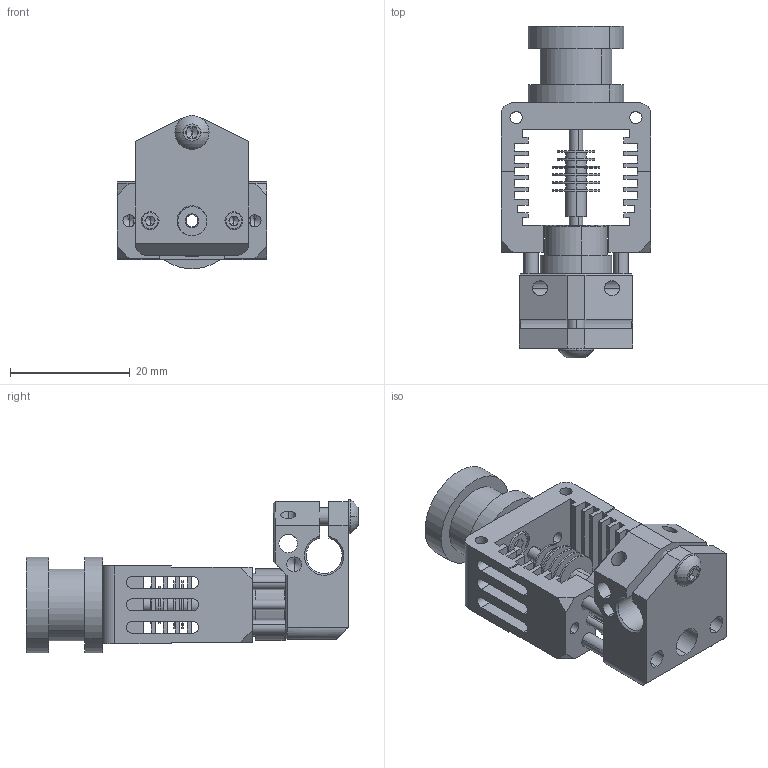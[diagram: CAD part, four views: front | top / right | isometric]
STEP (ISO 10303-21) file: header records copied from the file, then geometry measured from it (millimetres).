
FILE_DESCRIPTION (( 'STEP AP203' ), '1' );
FILE_NAME ('Mellow All Metal NF-Crazy-A.STEP', '2021-01-14T15:15:55', ( 'Tiger' ), ( '' ), 'SwSTEP 2.0', 'SolidWorks 2019', '' );
FILE_SCHEMA (( 'CONFIG_CONTROL_DESIGN' ));
Length unit declared in the file: millimetre
Products named in the file (13): Mellow NF-Crazy-A heating block; Mellow All Metal NF-Crazy-A; Mellow NF-Crazy-A radiator; socket button head screw_iso_ISO 7380 - M3 x 12 - 12N; Mellow NF-Crazy-A heating block stand; Mellow NF-Crazy-A Heat Break - Radiator; socket head cap screw_din_DIN 912 M1.6 x 10 --- 10N; Mellow NF-Crazy-A Heat Break - Magnum; Mellow NF-Crazy-A - Fitting tip; Mellow NF-Crazy-A Heat Break - Threaded tip Magnum; Mellow NF-Crazy-A Heat Break - Ñeramic case Magnum; Mellow NF-Crazy-A Heat Break - Tube; socket head cap screw_din_DIN 912 M2.5 x 5 --- 5N
Assembly tree (17 placements, depth 3):
  Mellow All Metal NF-Crazy-A
    Mellow NF-Crazy-A radiator
    Mellow NF-Crazy-A heating block stand  x4
    Mellow NF-Crazy-A heating block
    Mellow NF-Crazy-A Heat Break - Magnum
      Mellow NF-Crazy-A Heat Break - Radiator
      Mellow NF-Crazy-A Heat Break - Tube
      Mellow NF-Crazy-A Heat Break - Threaded tip Magnum
      Mellow NF-Crazy-A Heat Break - Ñeramic case Magnum
    Mellow NF-Crazy-A - Fitting tip
    socket head cap screw_din_DIN 912 M1.6 x 10 --- 10N  x2
    socket head cap screw_din_DIN 912 M2.5 x 5 --- 5N  x2
    socket button head screw_iso_ISO 7380 - M3 x 12 - 12N
Bounding box: 25 x 55.45 x 25.57 mm (x, y, z)
Volume: 8912.3 mm3; surface area: 12162 mm2
Topology: 16 solids, 16 shells, 582 faces, 1620 edges, 1035 vertices
Faces by surface type: plane 312, cylinder 204, cone 39, torus 22, bspline 3, sphere 2
Entity records: 19097 total; most frequent: CARTESIAN_POINT 3806, ORIENTED_EDGE 2900, DIRECTION 2880, EDGE_CURVE 1450, VECTOR 990, LINE 990, VERTEX_POINT 945, AXIS2_PLACEMENT_3D 945
